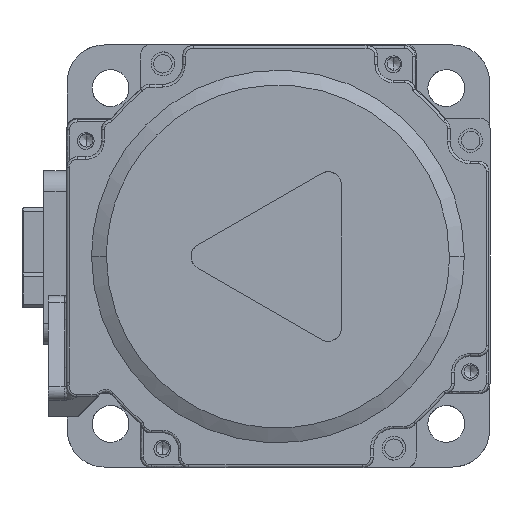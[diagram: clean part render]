
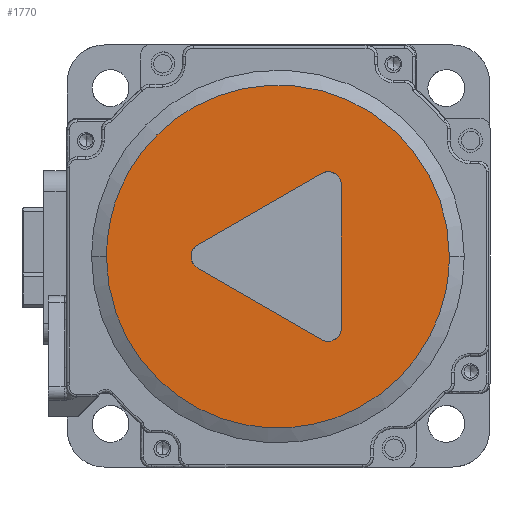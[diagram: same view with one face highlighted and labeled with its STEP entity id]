
A CAD part, left-side view. The second image highlights one B-rep face of the part: STEP entity #1770.
In plain terms, the highlighted free-form (B-spline) face has degree [1, 1] with [2, 2] control points.
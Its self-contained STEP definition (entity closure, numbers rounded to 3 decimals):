
#28 =( BOUNDED_CURVE ( )  B_SPLINE_CURVE ( 3, ( #31902, #62830, #92182, #86177 ),
 .UNSPECIFIED., .F., .F. ) 
 B_SPLINE_CURVE_WITH_KNOTS ( ( 4, 4 ),
 ( -0.524, 0. ),
 .UNSPECIFIED. ) 
 CURVE ( )  GEOMETRIC_REPRESENTATION_ITEM ( )  RATIONAL_B_SPLINE_CURVE ( ( 1., 0.977, 0.977, 1. ) ) 
 REPRESENTATION_ITEM ( '' )  );
#1770 = ADVANCED_FACE ( 'NONE', ( #11552, #58356 ), #90936, .F. ) ;
#2210 = EDGE_CURVE ( 'NONE', #32902, #27979, #38676, .T. ) ;
#4093 = CARTESIAN_POINT ( 'NONE',  ( 0., 32.89, 32.89 ) ) ;
#6484 = EDGE_CURVE ( 'NONE', #64070, #23542, #28, .T. ) ;
#7456 = CARTESIAN_POINT ( 'NONE',  ( 0., 32.5, 0. ) ) ;
#10559 = CARTESIAN_POINT ( 'NONE',  ( 0., -12.035, 15.034 ) ) ;
#10769 = CARTESIAN_POINT ( 'NONE',  ( 0., -8.285, -15.735 ) ) ;
#11021 = VERTEX_POINT ( 'NONE', #56483 ) ;
#11552 = FACE_BOUND ( 'NONE', #56409, .T. ) ;
#11800 = CARTESIAN_POINT ( 'NONE',  ( 0., 32.5, -65. ) ) ;
#12867 = VERTEX_POINT ( 'NONE', #30033 ) ;
#14396 = CARTESIAN_POINT ( 'NONE',  ( 0., 32.5, 19.038 ) ) ;
#15182 =( BOUNDED_CURVE ( )  B_SPLINE_CURVE ( 3, ( #57121, #79523, #11800, #26240 ),
 .UNSPECIFIED., .F., .F. ) 
 B_SPLINE_CURVE_WITH_KNOTS ( ( 4, 4 ),
 ( -3.142, 0. ),
 .UNSPECIFIED. ) 
 CURVE ( )  GEOMETRIC_REPRESENTATION_ITEM ( )  RATIONAL_B_SPLINE_CURVE ( ( 1., 0.333, 0.333, 1. ) ) 
 REPRESENTATION_ITEM ( '' )  );
#17269 = CARTESIAN_POINT ( 'NONE',  ( 0., 15.219, 2.165 ) ) ;
#19993 = CARTESIAN_POINT ( 'NONE',  ( 0., -32.89, 32.89 ) ) ;
#20074 = CARTESIAN_POINT ( 'NONE',  ( 0., -8.285, 15.735 ) ) ;
#22360 = CARTESIAN_POINT ( 'NONE',  ( 0., 15.219, 2.165 ) ) ;
#22817 = CARTESIAN_POINT ( 'NONE',  ( 0., -32.5, 0. ) ) ;
#23542 = VERTEX_POINT ( 'NONE', #20074 ) ;
#23827 = CARTESIAN_POINT ( 'NONE',  ( 0., 15.219, -2.165 ) ) ;
#24625 =( BOUNDED_CURVE ( )  B_SPLINE_CURVE ( 3, ( #55879, #10559, #78261, #69815 ),
 .UNSPECIFIED., .F., .F. ) 
 B_SPLINE_CURVE_WITH_KNOTS ( ( 4, 4 ),
 ( -1.571, 0. ),
 .UNSPECIFIED. ) 
 CURVE ( )  GEOMETRIC_REPRESENTATION_ITEM ( )  RATIONAL_B_SPLINE_CURVE ( ( 1., 0.805, 0.805, 1. ) ) 
 REPRESENTATION_ITEM ( '' )  );
#25450 = EDGE_CURVE ( 'NONE', #23542, #62600, #51148, .T. ) ;
#25545 = VERTEX_POINT ( 'NONE', #95920 ) ;
#26240 = CARTESIAN_POINT ( 'NONE',  ( 0., 32.5, 0. ) ) ;
#26967 = CARTESIAN_POINT ( 'NONE',  ( 0., -8.285, -15.735 ) ) ;
#27979 = VERTEX_POINT ( 'NONE', #40662 ) ;
#29809 = CARTESIAN_POINT ( 'NONE',  ( 0., 17.094, 1.083 ) ) ;
#30033 = CARTESIAN_POINT ( 'NONE',  ( 0., -12.035, -13.57 ) ) ;
#30578 = ORIENTED_EDGE ( 'NONE', *, *, #54035, .F. ) ;
#31902 = CARTESIAN_POINT ( 'NONE',  ( 0., -9.535, 16.07 ) ) ;
#32902 = VERTEX_POINT ( 'NONE', #7456 ) ;
#33622 = CARTESIAN_POINT ( 'NONE',  ( 0., -10.16, -16.817 ) ) ;
#34421 = CARTESIAN_POINT ( 'NONE',  ( 0., -32.89, -32.89 ) ) ;
#35001 = ORIENTED_EDGE ( 'NONE', *, *, #49097, .F. ) ;
#37746 = CARTESIAN_POINT ( 'NONE',  ( 0., 19.038, 32.5 ) ) ;
#38676 =( BOUNDED_CURVE ( )  B_SPLINE_CURVE ( 3, ( #59227, #14396, #37746, #43773, #98034, #89560, #22817 ),
 .UNSPECIFIED., .F., .F. ) 
 B_SPLINE_CURVE_WITH_KNOTS ( ( 4, 3, 4 ),
 ( -3.142, -1.571, 0. ),
 .UNSPECIFIED. ) 
 CURVE ( )  GEOMETRIC_REPRESENTATION_ITEM ( )  RATIONAL_B_SPLINE_CURVE ( ( 1., 0.805, 0.805, 1., 0.805, 0.805, 1. ) ) 
 REPRESENTATION_ITEM ( '' )  );
#40662 = CARTESIAN_POINT ( 'NONE',  ( 0., -32.5, 0. ) ) ;
#43773 = CARTESIAN_POINT ( 'NONE',  ( 0., 0., 32.5 ) ) ;
#43981 =( BOUNDED_CURVE ( )  B_SPLINE_CURVE ( 3, ( #22360, #29809, #53731, #23827 ),
 .UNSPECIFIED., .F., .F. ) 
 B_SPLINE_CURVE_WITH_KNOTS ( ( 4, 4 ),
 ( -2.094, 0. ),
 .UNSPECIFIED. ) 
 CURVE ( )  GEOMETRIC_REPRESENTATION_ITEM ( )  RATIONAL_B_SPLINE_CURVE ( ( 1., 0.667, 0.667, 1. ) ) 
 REPRESENTATION_ITEM ( '' )  );
#46394 = CARTESIAN_POINT ( 'NONE',  ( 0., -8.285, -15.735 ) ) ;
#46573 = ORIENTED_EDGE ( 'NONE', *, *, #73324, .F. ) ;
#49097 = EDGE_CURVE ( 'NONE', #27979, #32902, #15182, .T. ) ;
#51148 = B_SPLINE_CURVE_WITH_KNOTS ( 'NONE', 1,
 ( #85455, #17269 ),
 .UNSPECIFIED., .F., .F.,
 ( 2, 2 ),
 ( 0., 1. ),
 .UNSPECIFIED. ) ;
#53030 = B_SPLINE_CURVE_WITH_KNOTS ( 'NONE', 1,
 ( #76928, #90404 ),
 .UNSPECIFIED., .F., .F.,
 ( 2, 2 ),
 ( 0., 1. ),
 .UNSPECIFIED. ) ;
#53731 = CARTESIAN_POINT ( 'NONE',  ( 0., 17.094, -1.083 ) ) ;
#54035 = EDGE_CURVE ( 'NONE', #62600, #25545, #43981, .T. ) ;
#55879 = CARTESIAN_POINT ( 'NONE',  ( 0., -12.035, 13.57 ) ) ;
#56409 = EDGE_LOOP ( 'NONE', ( #91475, #56422, #46573, #89215, #30578, #84791, #94944 ) ) ;
#56422 = ORIENTED_EDGE ( 'NONE', *, *, #61554, .F. ) ;
#56483 = CARTESIAN_POINT ( 'NONE',  ( 0., -12.035, 13.57 ) ) ;
#57121 = CARTESIAN_POINT ( 'NONE',  ( 0., -32.5, 0. ) ) ;
#58356 = FACE_OUTER_BOUND ( 'NONE', #75092, .T. ) ;
#59227 = CARTESIAN_POINT ( 'NONE',  ( 0., 32.5, 0. ) ) ;
#60820 =( BOUNDED_CURVE ( )  B_SPLINE_CURVE ( 3, ( #10769, #33622, #64061, #94415 ),
 .UNSPECIFIED., .F., .F. ) 
 B_SPLINE_CURVE_WITH_KNOTS ( ( 4, 4 ),
 ( -2.094, 0. ),
 .UNSPECIFIED. ) 
 CURVE ( )  GEOMETRIC_REPRESENTATION_ITEM ( )  RATIONAL_B_SPLINE_CURVE ( ( 1., 0.667, 0.667, 1. ) ) 
 REPRESENTATION_ITEM ( '' )  );
#61554 = EDGE_CURVE ( 'NONE', #12867, #11021, #53030, .T. ) ;
#62600 = VERTEX_POINT ( 'NONE', #68863 ) ;
#62830 = CARTESIAN_POINT ( 'NONE',  ( 0., -9.093, 16.07 ) ) ;
#64061 = CARTESIAN_POINT ( 'NONE',  ( 0., -12.035, -15.735 ) ) ;
#64070 = VERTEX_POINT ( 'NONE', #64235 ) ;
#64235 = CARTESIAN_POINT ( 'NONE',  ( 0., -9.535, 16.07 ) ) ;
#64856 = CARTESIAN_POINT ( 'NONE',  ( 0., 32.89, -32.89 ) ) ;
#66448 = VERTEX_POINT ( 'NONE', #46394 ) ;
#68863 = CARTESIAN_POINT ( 'NONE',  ( 0., 15.219, 2.165 ) ) ;
#68996 = ORIENTED_EDGE ( 'NONE', *, *, #2210, .F. ) ;
#69815 = CARTESIAN_POINT ( 'NONE',  ( 0., -9.535, 16.07 ) ) ;
#73324 = EDGE_CURVE ( 'NONE', #66448, #12867, #60820, .T. ) ;
#74835 = EDGE_CURVE ( 'NONE', #25545, #66448, #82783, .T. ) ;
#75092 = EDGE_LOOP ( 'NONE', ( #68996, #35001 ) ) ;
#76928 = CARTESIAN_POINT ( 'NONE',  ( 0., -12.035, -13.57 ) ) ;
#78261 = CARTESIAN_POINT ( 'NONE',  ( 0., -10.999, 16.07 ) ) ;
#79523 = CARTESIAN_POINT ( 'NONE',  ( 0., -32.5, -65. ) ) ;
#82783 = B_SPLINE_CURVE_WITH_KNOTS ( 'NONE', 1,
 ( #95208, #26967 ),
 .UNSPECIFIED., .F., .F.,
 ( 2, 2 ),
 ( 0., 1. ),
 .UNSPECIFIED. ) ;
#84791 = ORIENTED_EDGE ( 'NONE', *, *, #25450, .F. ) ;
#85455 = CARTESIAN_POINT ( 'NONE',  ( 0., -8.285, 15.735 ) ) ;
#86177 = CARTESIAN_POINT ( 'NONE',  ( 0., -8.285, 15.735 ) ) ;
#89215 = ORIENTED_EDGE ( 'NONE', *, *, #74835, .F. ) ;
#89560 = CARTESIAN_POINT ( 'NONE',  ( 0., -32.5, 19.038 ) ) ;
#90404 = CARTESIAN_POINT ( 'NONE',  ( 0., -12.035, 13.57 ) ) ;
#90936 = B_SPLINE_SURFACE_WITH_KNOTS ( 'NONE', 1, 1, ( 
 ( #19993, #4093 ),
 ( #34421, #64856 ) ),
 .UNSPECIFIED., .F., .F., .F.,
 ( 2, 2 ),
 ( 2, 2 ),
 ( 0., 1. ),
 ( 0., 1. ),
 .UNSPECIFIED. ) ;
#91475 = ORIENTED_EDGE ( 'NONE', *, *, #93442, .F. ) ;
#92182 = CARTESIAN_POINT ( 'NONE',  ( 0., -8.667, 15.956 ) ) ;
#93442 = EDGE_CURVE ( 'NONE', #11021, #64070, #24625, .T. ) ;
#94415 = CARTESIAN_POINT ( 'NONE',  ( 0., -12.035, -13.57 ) ) ;
#94944 = ORIENTED_EDGE ( 'NONE', *, *, #6484, .F. ) ;
#95208 = CARTESIAN_POINT ( 'NONE',  ( 0., 15.219, -2.165 ) ) ;
#95920 = CARTESIAN_POINT ( 'NONE',  ( 0., 15.219, -2.165 ) ) ;
#98034 = CARTESIAN_POINT ( 'NONE',  ( 0., -19.038, 32.5 ) ) ;
